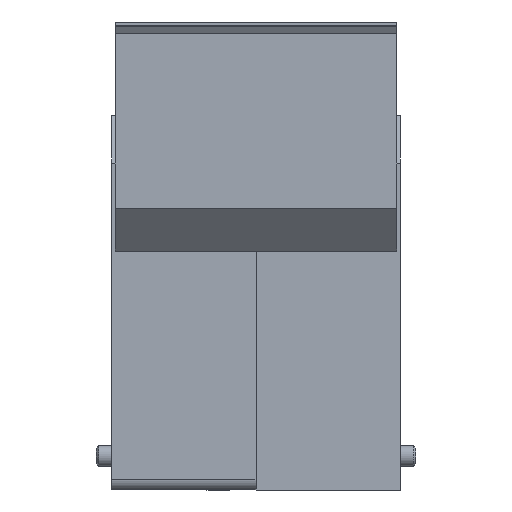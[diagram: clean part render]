
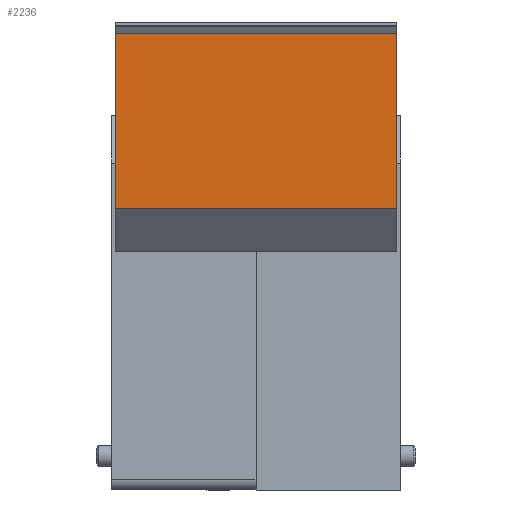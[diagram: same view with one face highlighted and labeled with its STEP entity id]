
A CAD part, left-side view. The second image highlights one B-rep face of the part: STEP entity #2236.
In plain terms, the highlighted face is planar.
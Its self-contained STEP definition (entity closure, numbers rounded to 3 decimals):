
#637=ORIENTED_EDGE('',*,*,#976,.F.);
#638=ORIENTED_EDGE('',*,*,#975,.F.);
#639=ORIENTED_EDGE('',*,*,#977,.T.);
#640=ORIENTED_EDGE('',*,*,#978,.T.);
#975=EDGE_CURVE('',#1188,#1187,#1417,.T.);
#976=EDGE_CURVE('',#1187,#1189,#1418,.T.);
#977=EDGE_CURVE('',#1188,#1190,#1419,.T.);
#978=EDGE_CURVE('',#1190,#1189,#1420,.T.);
#1187=VERTEX_POINT('',#3663);
#1188=VERTEX_POINT('',#3665);
#1189=VERTEX_POINT('',#3669);
#1190=VERTEX_POINT('',#3671);
#1417=LINE('',#3666,#1653);
#1418=LINE('',#3668,#1654);
#1419=LINE('',#3670,#1655);
#1420=LINE('',#3672,#1656);
#1653=VECTOR('',#3035,1000.);
#1654=VECTOR('',#3038,1000.);
#1655=VECTOR('',#3039,1000.);
#1656=VECTOR('',#3040,1000.);
#1835=EDGE_LOOP('',(#637,#638,#639,#640));
#2007=FACE_BOUND('',#1835,.T.);
#2106=PLANE('',#2449);
#2236=ADVANCED_FACE('',(#2007),#2106,.T.);
#2449=AXIS2_PLACEMENT_3D('',#3667,#3036,#3037);
#3035=DIRECTION('',(0.,-1.,0.));
#3036=DIRECTION('',(1.,0.,0.));
#3037=DIRECTION('',(0.,0.,-1.));
#3038=DIRECTION('',(0.,0.,1.));
#3039=DIRECTION('',(0.,0.,1.));
#3040=DIRECTION('',(0.,-1.,0.));
#3663=CARTESIAN_POINT('',(138.4,0.6,21.588));
#3665=CARTESIAN_POINT('',(138.4,54.4,21.588));
#3666=CARTESIAN_POINT('',(138.4,54.4,21.588));
#3667=CARTESIAN_POINT('',(138.4,54.4,21.588));
#3668=CARTESIAN_POINT('',(138.4,0.6,21.588));
#3669=CARTESIAN_POINT('',(138.4,0.6,54.91));
#3670=CARTESIAN_POINT('',(138.4,54.4,21.588));
#3671=CARTESIAN_POINT('',(138.4,54.4,54.91));
#3672=CARTESIAN_POINT('',(138.4,54.4,54.91));
